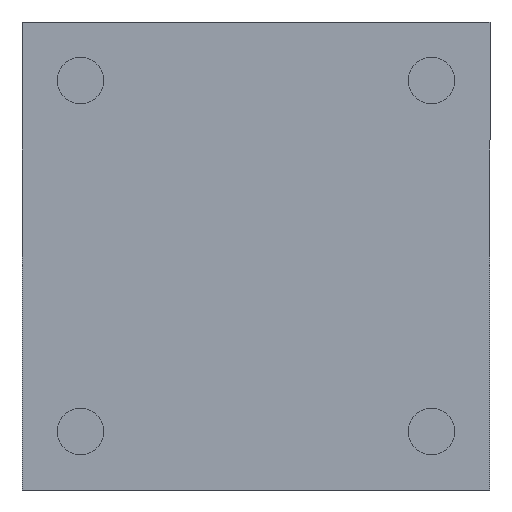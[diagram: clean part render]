
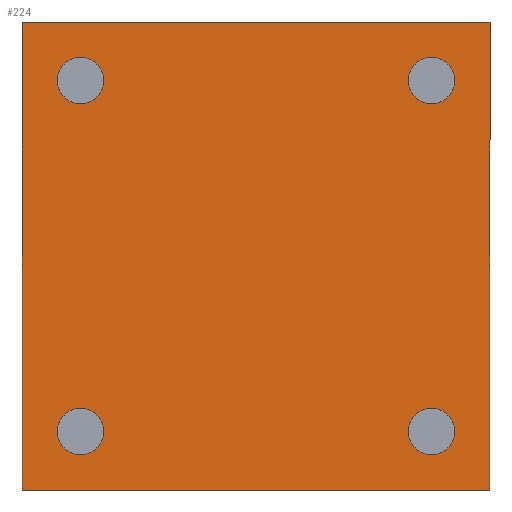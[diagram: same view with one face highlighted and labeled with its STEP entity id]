
A CAD part, front view. The second image highlights one B-rep face of the part: STEP entity #224.
In plain terms, the highlighted planar face has unit normal (0, -1, 0).
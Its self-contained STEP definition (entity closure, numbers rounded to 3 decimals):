
#4 = CARTESIAN_POINT ( 'NONE',  ( -400., 0., 400. ) ) ;
#5 = VERTEX_POINT ( 'NONE', #73 ) ;
#8 = CIRCLE ( 'NONE', #464, 40. ) ;
#10 = ORIENTED_EDGE ( 'NONE', *, *, #123, .F. ) ;
#13 = EDGE_CURVE ( 'NONE', #14, #225, #189, .T. ) ;
#14 = VERTEX_POINT ( 'NONE', #364 ) ;
#20 = EDGE_LOOP ( 'NONE', ( #451, #276, #282, #375 ) ) ;
#23 = EDGE_CURVE ( 'NONE', #176, #321, #430, .T. ) ;
#24 = VERTEX_POINT ( 'NONE', #316 ) ;
#36 = CARTESIAN_POINT ( 'NONE',  ( 300., 0., -300. ) ) ;
#38 = DIRECTION ( 'NONE',  ( 0., 0., -1. ) ) ;
#40 = CIRCLE ( 'NONE', #543, 40. ) ;
#41 = AXIS2_PLACEMENT_3D ( 'NONE', #402, #483, #359 ) ;
#42 = DIRECTION ( 'NONE',  ( 0., 0., 1. ) ) ;
#60 = FACE_BOUND ( 'NONE', #156, .T. ) ;
#65 = CARTESIAN_POINT ( 'NONE',  ( -400., 0., -400. ) ) ;
#66 = CARTESIAN_POINT ( 'NONE',  ( 300., 0., -340. ) ) ;
#68 = EDGE_LOOP ( 'NONE', ( #263, #10 ) ) ;
#69 = EDGE_CURVE ( 'NONE', #24, #547, #8, .T. ) ;
#73 = CARTESIAN_POINT ( 'NONE',  ( -300., 0., 340. ) ) ;
#82 = DIRECTION ( 'NONE',  ( 0., -1., 0. ) ) ;
#83 = DIRECTION ( 'NONE',  ( 0., 0., 1. ) ) ;
#91 = CARTESIAN_POINT ( 'NONE',  ( 0., 0., 0. ) ) ;
#95 = DIRECTION ( 'NONE',  ( 0., 1., 0. ) ) ;
#105 = DIRECTION ( 'NONE',  ( 0., 0., 1. ) ) ;
#109 = ORIENTED_EDGE ( 'NONE', *, *, #69, .F. ) ;
#117 = CARTESIAN_POINT ( 'NONE',  ( 400., 0., -400. ) ) ;
#120 = DIRECTION ( 'NONE',  ( 0., 0., 1. ) ) ;
#122 = CARTESIAN_POINT ( 'NONE',  ( -300., 0., -300. ) ) ;
#123 = EDGE_CURVE ( 'NONE', #219, #196, #40, .T. ) ;
#127 = ORIENTED_EDGE ( 'NONE', *, *, #525, .F. ) ;
#130 = ORIENTED_EDGE ( 'NONE', *, *, #298, .F. ) ;
#146 = PLANE ( 'NONE',  #185 ) ;
#148 = CARTESIAN_POINT ( 'NONE',  ( 300., 0., 300. ) ) ;
#151 = CARTESIAN_POINT ( 'NONE',  ( 300., 0., 340. ) ) ;
#156 = EDGE_LOOP ( 'NONE', ( #109, #457 ) ) ;
#161 = CARTESIAN_POINT ( 'NONE',  ( 400., 0., 400. ) ) ;
#163 = VECTOR ( 'NONE', #228, 1000. ) ;
#165 = CARTESIAN_POINT ( 'NONE',  ( -400., 0., -400. ) ) ;
#168 = EDGE_CURVE ( 'NONE', #547, #24, #184, .T. ) ;
#172 = VERTEX_POINT ( 'NONE', #117 ) ;
#176 = VERTEX_POINT ( 'NONE', #291 ) ;
#180 = FACE_BOUND ( 'NONE', #68, .T. ) ;
#184 = CIRCLE ( 'NONE', #556, 40. ) ;
#185 = AXIS2_PLACEMENT_3D ( 'NONE', #91, #95, #105 ) ;
#189 = LINE ( 'NONE', #65, #163 ) ;
#195 = CARTESIAN_POINT ( 'NONE',  ( 300., 0., -300. ) ) ;
#196 = VERTEX_POINT ( 'NONE', #362 ) ;
#198 = VERTEX_POINT ( 'NONE', #216 ) ;
#202 = AXIS2_PLACEMENT_3D ( 'NONE', #331, #295, #42 ) ;
#205 = DIRECTION ( 'NONE',  ( 0., -1., 0. ) ) ;
#206 = LINE ( 'NONE', #4, #330 ) ;
#210 = CIRCLE ( 'NONE', #41, 40. ) ;
#216 = CARTESIAN_POINT ( 'NONE',  ( -300., 0., 260. ) ) ;
#217 = EDGE_CURVE ( 'NONE', #198, #5, #210, .T. ) ;
#219 = VERTEX_POINT ( 'NONE', #66 ) ;
#224 = ADVANCED_FACE ( 'NONE', ( #60, #180, #264, #444, #396 ), #146, .F. ) ;
#225 = VERTEX_POINT ( 'NONE', #407 ) ;
#228 = DIRECTION ( 'NONE',  ( 0., 0., 1. ) ) ;
#236 = CIRCLE ( 'NONE', #456, 40. ) ;
#245 = CIRCLE ( 'NONE', #488, 40. ) ;
#256 = CARTESIAN_POINT ( 'NONE',  ( 400., 0., -400. ) ) ;
#263 = ORIENTED_EDGE ( 'NONE', *, *, #332, .F. ) ;
#264 = FACE_BOUND ( 'NONE', #532, .T. ) ;
#276 = ORIENTED_EDGE ( 'NONE', *, *, #374, .F. ) ;
#280 = DIRECTION ( 'NONE',  ( 0., 0., 1. ) ) ;
#282 = ORIENTED_EDGE ( 'NONE', *, *, #13, .F. ) ;
#283 = VECTOR ( 'NONE', #38, 1000. ) ;
#291 = CARTESIAN_POINT ( 'NONE',  ( 300., 0., 260. ) ) ;
#295 = DIRECTION ( 'NONE',  ( 0., -1., 0. ) ) ;
#296 = DIRECTION ( 'NONE',  ( 0., -1., 0. ) ) ;
#298 = EDGE_CURVE ( 'NONE', #5, #198, #245, .T. ) ;
#316 = CARTESIAN_POINT ( 'NONE',  ( -300., 0., -260. ) ) ;
#321 = VERTEX_POINT ( 'NONE', #151 ) ;
#324 = DIRECTION ( 'NONE',  ( 0., 0., 1. ) ) ;
#330 = VECTOR ( 'NONE', #386, 1000. ) ;
#331 = CARTESIAN_POINT ( 'NONE',  ( 300., 0., 300. ) ) ;
#332 = EDGE_CURVE ( 'NONE', #196, #219, #236, .T. ) ;
#336 = AXIS2_PLACEMENT_3D ( 'NONE', #148, #453, #539 ) ;
#346 = ORIENTED_EDGE ( 'NONE', *, *, #217, .F. ) ;
#357 = EDGE_LOOP ( 'NONE', ( #130, #346 ) ) ;
#359 = DIRECTION ( 'NONE',  ( 0., 0., 1. ) ) ;
#362 = CARTESIAN_POINT ( 'NONE',  ( 300., 0., -260. ) ) ;
#364 = CARTESIAN_POINT ( 'NONE',  ( -400., 0., -400. ) ) ;
#373 = CARTESIAN_POINT ( 'NONE',  ( -300., 0., 300. ) ) ;
#374 = EDGE_CURVE ( 'NONE', #225, #388, #206, .T. ) ;
#375 = ORIENTED_EDGE ( 'NONE', *, *, #550, .F. ) ;
#382 = CARTESIAN_POINT ( 'NONE',  ( -300., 0., -340. ) ) ;
#386 = DIRECTION ( 'NONE',  ( 1., 0., 0. ) ) ;
#388 = VERTEX_POINT ( 'NONE', #161 ) ;
#396 = FACE_OUTER_BOUND ( 'NONE', #20, .T. ) ;
#401 = ORIENTED_EDGE ( 'NONE', *, *, #23, .F. ) ;
#402 = CARTESIAN_POINT ( 'NONE',  ( -300., 0., 300. ) ) ;
#407 = CARTESIAN_POINT ( 'NONE',  ( -400., 0., 400. ) ) ;
#419 = LINE ( 'NONE', #165, #467 ) ;
#423 = DIRECTION ( 'NONE',  ( -1., 0., 0. ) ) ;
#424 = CARTESIAN_POINT ( 'NONE',  ( -300., 0., -300. ) ) ;
#430 = CIRCLE ( 'NONE', #336, 40. ) ;
#444 = FACE_BOUND ( 'NONE', #357, .T. ) ;
#451 = ORIENTED_EDGE ( 'NONE', *, *, #534, .F. ) ;
#453 = DIRECTION ( 'NONE',  ( 0., -1., 0. ) ) ;
#456 = AXIS2_PLACEMENT_3D ( 'NONE', #195, #548, #324 ) ;
#457 = ORIENTED_EDGE ( 'NONE', *, *, #168, .F. ) ;
#459 = DIRECTION ( 'NONE',  ( 0., -1., 0. ) ) ;
#464 = AXIS2_PLACEMENT_3D ( 'NONE', #424, #82, #120 ) ;
#467 = VECTOR ( 'NONE', #423, 1000. ) ;
#476 = LINE ( 'NONE', #256, #283 ) ;
#483 = DIRECTION ( 'NONE',  ( 0., -1., 0. ) ) ;
#488 = AXIS2_PLACEMENT_3D ( 'NONE', #373, #459, #280 ) ;
#525 = EDGE_CURVE ( 'NONE', #321, #176, #544, .T. ) ;
#532 = EDGE_LOOP ( 'NONE', ( #127, #401 ) ) ;
#534 = EDGE_CURVE ( 'NONE', #388, #172, #476, .T. ) ;
#539 = DIRECTION ( 'NONE',  ( 0., 0., 1. ) ) ;
#543 = AXIS2_PLACEMENT_3D ( 'NONE', #36, #205, #554 ) ;
#544 = CIRCLE ( 'NONE', #202, 40. ) ;
#547 = VERTEX_POINT ( 'NONE', #382 ) ;
#548 = DIRECTION ( 'NONE',  ( 0., -1., 0. ) ) ;
#550 = EDGE_CURVE ( 'NONE', #172, #14, #419, .T. ) ;
#554 = DIRECTION ( 'NONE',  ( 0., 0., 1. ) ) ;
#556 = AXIS2_PLACEMENT_3D ( 'NONE', #122, #296, #83 ) ;
